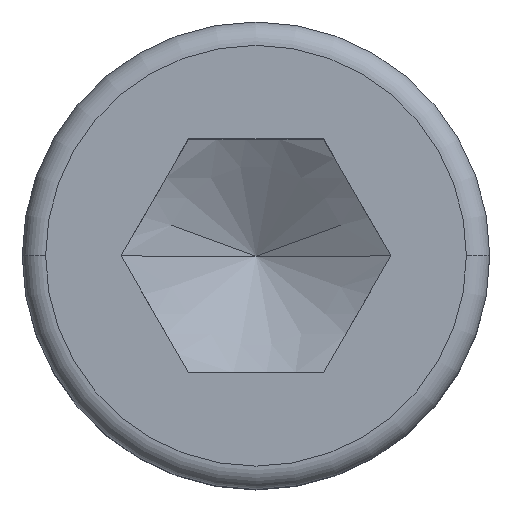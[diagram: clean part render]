
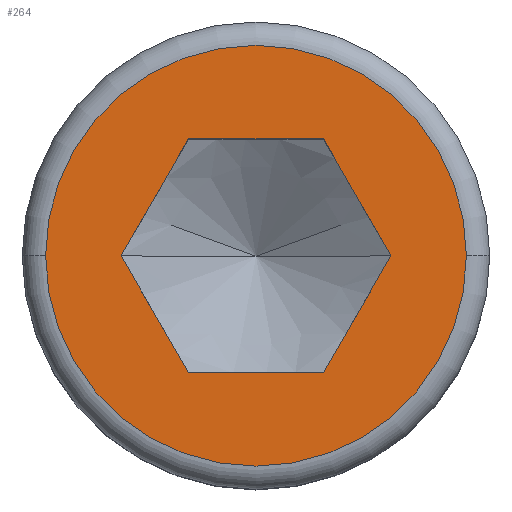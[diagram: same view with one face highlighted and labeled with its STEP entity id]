
A CAD part, top view. The second image highlights one B-rep face of the part: STEP entity #264.
In plain terms, the highlighted planar face has unit normal (0, 0, 1).
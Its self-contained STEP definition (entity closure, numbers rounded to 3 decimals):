
#6 = EDGE_CURVE ( 'NONE', #306, #597, #496, .T. ) ;
#21 = EDGE_CURVE ( 'NONE', #343, #306, #395, .T. ) ;
#23 = VERTEX_POINT ( 'NONE', #407 ) ;
#34 = DIRECTION ( 'NONE',  ( 0.5, -0.866, 0. ) ) ;
#39 = ORIENTED_EDGE ( 'NONE', *, *, #324, .T. ) ;
#43 = CARTESIAN_POINT ( 'NONE',  ( -1.443, 2.5, 6. ) ) ;
#47 = LINE ( 'NONE', #627, #209 ) ;
#49 = FACE_BOUND ( 'NONE', #782, .T. ) ;
#55 = CARTESIAN_POINT ( 'NONE',  ( -1.443, -2.5, 6. ) ) ;
#59 = ORIENTED_EDGE ( 'NONE', *, *, #364, .T. ) ;
#66 = PLANE ( 'NONE',  #760 ) ;
#68 = VECTOR ( 'NONE', #311, 1000. ) ;
#70 = VECTOR ( 'NONE', #87, 1000. ) ;
#85 = LINE ( 'NONE', #612, #68 ) ;
#87 = DIRECTION ( 'NONE',  ( -0.5, 0.866, 0. ) ) ;
#92 = ORIENTED_EDGE ( 'NONE', *, *, #518, .T. ) ;
#109 = EDGE_CURVE ( 'NONE', #160, #23, #219, .T. ) ;
#113 = EDGE_LOOP ( 'NONE', ( #401, #237 ) ) ;
#149 = CARTESIAN_POINT ( 'NONE',  ( 1.443, -2.5, 6. ) ) ;
#152 = CARTESIAN_POINT ( 'NONE',  ( 2.887, 0., 6. ) ) ;
#160 = VERTEX_POINT ( 'NONE', #298 ) ;
#177 = CARTESIAN_POINT ( 'NONE',  ( -2.887, 0., 6. ) ) ;
#209 = VECTOR ( 'NONE', #339, 1000. ) ;
#215 = CARTESIAN_POINT ( 'NONE',  ( -1.443, -2.5, 6. ) ) ;
#219 = CIRCLE ( 'NONE', #503, 4.5 ) ;
#225 = EDGE_CURVE ( 'NONE', #23, #160, #348, .T. ) ;
#237 = ORIENTED_EDGE ( 'NONE', *, *, #225, .T. ) ;
#246 = CARTESIAN_POINT ( 'NONE',  ( 1.443, -2.5, 6. ) ) ;
#251 = DIRECTION ( 'NONE',  ( 1., 0., 0. ) ) ;
#264 = ADVANCED_FACE ( 'NONE', ( #400, #49 ), #66, .T. ) ;
#287 = CARTESIAN_POINT ( 'NONE',  ( 1.443, 2.5, 6. ) ) ;
#298 = CARTESIAN_POINT ( 'NONE',  ( 4.5, 0., 6. ) ) ;
#306 = VERTEX_POINT ( 'NONE', #55 ) ;
#311 = DIRECTION ( 'NONE',  ( 1., 0., 0. ) ) ;
#318 = CARTESIAN_POINT ( 'NONE',  ( 0., 0., 6. ) ) ;
#324 = EDGE_CURVE ( 'NONE', #598, #711, #85, .T. ) ;
#336 = VECTOR ( 'NONE', #449, 1000. ) ;
#338 = VECTOR ( 'NONE', #345, 1000. ) ;
#339 = DIRECTION ( 'NONE',  ( 0.5, 0.866, 0. ) ) ;
#343 = VERTEX_POINT ( 'NONE', #246 ) ;
#345 = DIRECTION ( 'NONE',  ( -1., 0., 0. ) ) ;
#348 = CIRCLE ( 'NONE', #772, 4.5 ) ;
#364 = EDGE_CURVE ( 'NONE', #577, #343, #461, .T. ) ;
#387 = CARTESIAN_POINT ( 'NONE',  ( 2.887, 0., 6. ) ) ;
#395 = LINE ( 'NONE', #149, #338 ) ;
#400 = FACE_OUTER_BOUND ( 'NONE', #113, .T. ) ;
#401 = ORIENTED_EDGE ( 'NONE', *, *, #109, .T. ) ;
#407 = CARTESIAN_POINT ( 'NONE',  ( -4.5, 0., 6. ) ) ;
#418 = DIRECTION ( 'NONE',  ( 1., 0., 0. ) ) ;
#449 = DIRECTION ( 'NONE',  ( -0.5, -0.866, 0. ) ) ;
#461 = LINE ( 'NONE', #387, #336 ) ;
#473 = ORIENTED_EDGE ( 'NONE', *, *, #21, .T. ) ;
#490 = EDGE_CURVE ( 'NONE', #597, #598, #47, .T. ) ;
#496 = LINE ( 'NONE', #215, #70 ) ;
#503 = AXIS2_PLACEMENT_3D ( 'NONE', #728, #783, #418 ) ;
#511 = VECTOR ( 'NONE', #34, 1000. ) ;
#516 = ORIENTED_EDGE ( 'NONE', *, *, #490, .T. ) ;
#518 = EDGE_CURVE ( 'NONE', #711, #577, #682, .T. ) ;
#549 = DIRECTION ( 'NONE',  ( 0., 0., 1. ) ) ;
#577 = VERTEX_POINT ( 'NONE', #152 ) ;
#597 = VERTEX_POINT ( 'NONE', #177 ) ;
#598 = VERTEX_POINT ( 'NONE', #43 ) ;
#612 = CARTESIAN_POINT ( 'NONE',  ( -1.443, 2.5, 6. ) ) ;
#615 = CARTESIAN_POINT ( 'NONE',  ( 0., 0., 6. ) ) ;
#624 = DIRECTION ( 'NONE',  ( 1., 0., 0. ) ) ;
#627 = CARTESIAN_POINT ( 'NONE',  ( -2.887, 0., 6. ) ) ;
#668 = ORIENTED_EDGE ( 'NONE', *, *, #6, .T. ) ;
#682 = LINE ( 'NONE', #287, #511 ) ;
#711 = VERTEX_POINT ( 'NONE', #727 ) ;
#727 = CARTESIAN_POINT ( 'NONE',  ( 1.443, 2.5, 6. ) ) ;
#728 = CARTESIAN_POINT ( 'NONE',  ( 0., 0., 6. ) ) ;
#760 = AXIS2_PLACEMENT_3D ( 'NONE', #318, #549, #624 ) ;
#772 = AXIS2_PLACEMENT_3D ( 'NONE', #615, #796, #251 ) ;
#782 = EDGE_LOOP ( 'NONE', ( #39, #92, #59, #473, #668, #516 ) ) ;
#783 = DIRECTION ( 'NONE',  ( 0., 0., 1. ) ) ;
#796 = DIRECTION ( 'NONE',  ( 0., 0., 1. ) ) ;
